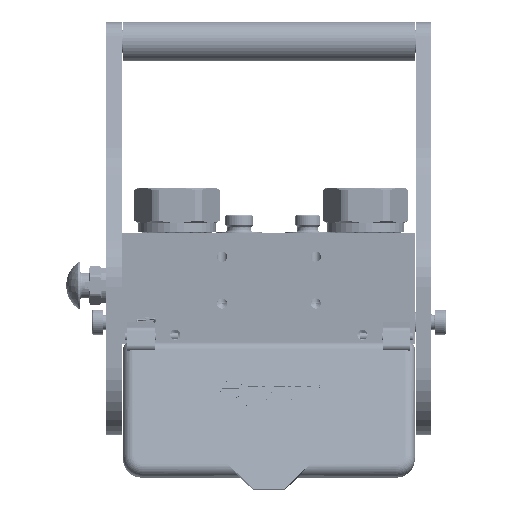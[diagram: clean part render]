
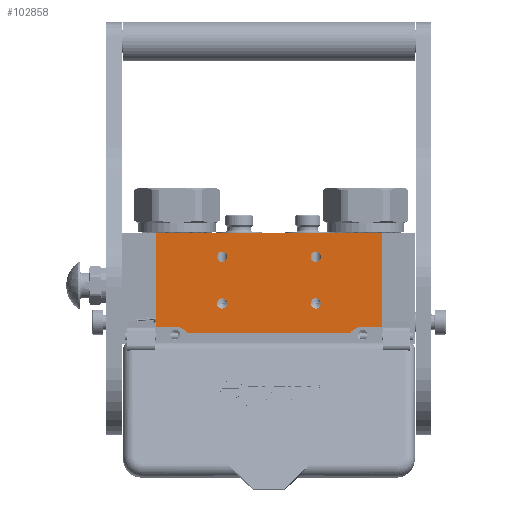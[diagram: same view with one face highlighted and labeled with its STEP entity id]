
A CAD part, left-side view. The second image highlights one B-rep face of the part: STEP entity #102858.
In plain terms, the highlighted face is planar.
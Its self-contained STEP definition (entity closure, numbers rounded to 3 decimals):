
#1227 = CARTESIAN_POINT ( 'NONE',  ( 21.3, 60., -108. ) ) ;
#1462 = DIRECTION ( 'NONE',  ( -1., 0., 0. ) ) ;
#1948 = CIRCLE ( 'NONE', #21828, 3.3 ) ;
#3917 = DIRECTION ( 'NONE',  ( 0., 1., 0. ) ) ;
#5656 = DIRECTION ( 'NONE',  ( 0., -1., 0. ) ) ;
#5935 = CIRCLE ( 'NONE', #91545, 10. ) ;
#6175 = CARTESIAN_POINT ( 'NONE',  ( 124., 15., -108. ) ) ;
#7562 = VERTEX_POINT ( 'NONE', #31717 ) ;
#9255 = CARTESIAN_POINT ( 'NONE',  ( 124., 45., -108. ) ) ;
#9967 = ORIENTED_EDGE ( 'NONE', *, *, #32011, .F. ) ;
#12335 = VERTEX_POINT ( 'NONE', #17280 ) ;
#13731 = AXIS2_PLACEMENT_3D ( 'NONE', #109735, #76187, #3917 ) ;
#14251 = CARTESIAN_POINT ( 'NONE',  ( 64., 45., -108. ) ) ;
#14877 = CIRCLE ( 'NONE', #65576, 3.3 ) ;
#15217 = VERTEX_POINT ( 'NONE', #88035 ) ;
#16444 = AXIS2_PLACEMENT_3D ( 'NONE', #96574, #50095, #134315 ) ;
#17280 = CARTESIAN_POINT ( 'NONE',  ( 124., 18.3, -108. ) ) ;
#19334 = VERTEX_POINT ( 'NONE', #90799 ) ;
#19344 = CARTESIAN_POINT ( 'NONE',  ( 124., 45., -108. ) ) ;
#19948 = ORIENTED_EDGE ( 'NONE', *, *, #111995, .F. ) ;
#20332 = EDGE_CURVE ( 'NONE', #19334, #12335, #14877, .T. ) ;
#21828 = AXIS2_PLACEMENT_3D ( 'NONE', #141798, #119744, #131781 ) ;
#23906 = PLANE ( 'NONE',  #39913 ) ;
#24937 = ORIENTED_EDGE ( 'NONE', *, *, #105461, .F. ) ;
#25319 = FACE_BOUND ( 'NONE', #55085, .T. ) ;
#25891 = CIRCLE ( 'NONE', #13731, 3.3 ) ;
#26512 = DIRECTION ( 'NONE',  ( 0., 0., -1. ) ) ;
#28351 = DIRECTION ( 'NONE',  ( 0., 1., 0. ) ) ;
#29425 = EDGE_CURVE ( 'NONE', #67938, #63268, #65111, .T. ) ;
#31717 = CARTESIAN_POINT ( 'NONE',  ( 34., 60., -108. ) ) ;
#32011 = EDGE_CURVE ( 'NONE', #12335, #19334, #25891, .T. ) ;
#33082 = EDGE_LOOP ( 'NONE', ( #125900, #75519, #140735, #50318, #33692, #45854, #24937, #149433 ) ) ;
#33274 = DIRECTION ( 'NONE',  ( 0., 0., -1. ) ) ;
#33692 = ORIENTED_EDGE ( 'NONE', *, *, #88025, .F. ) ;
#33759 = CARTESIAN_POINT ( 'NONE',  ( 166.7, 0., -108. ) ) ;
#34215 = CARTESIAN_POINT ( 'NONE',  ( 21.3, 0., -108. ) ) ;
#36675 = EDGE_LOOP ( 'NONE', ( #114700, #129501 ) ) ;
#39068 = VERTEX_POINT ( 'NONE', #66913 ) ;
#39913 = AXIS2_PLACEMENT_3D ( 'NONE', #121236, #145354, #132795 ) ;
#44506 = AXIS2_PLACEMENT_3D ( 'NONE', #147934, #26512, #51142 ) ;
#44752 = EDGE_LOOP ( 'NONE', ( #127308, #9967 ) ) ;
#45325 = EDGE_CURVE ( 'NONE', #113479, #95216, #62672, .T. ) ;
#45495 = DIRECTION ( 'NONE',  ( 0., 0., -1. ) ) ;
#45854 = ORIENTED_EDGE ( 'NONE', *, *, #110851, .F. ) ;
#46506 = VERTEX_POINT ( 'NONE', #1227 ) ;
#50095 = DIRECTION ( 'NONE',  ( 0., 0., -1. ) ) ;
#50318 = ORIENTED_EDGE ( 'NONE', *, *, #72981, .T. ) ;
#50788 = CARTESIAN_POINT ( 'NONE',  ( 166.7, 60., -108. ) ) ;
#51068 = LINE ( 'NONE', #33759, #88568 ) ;
#51142 = DIRECTION ( 'NONE',  ( 0.815, -0.58, 0. ) ) ;
#52911 = DIRECTION ( 'NONE',  ( 0., 0., -1. ) ) ;
#55085 = EDGE_LOOP ( 'NONE', ( #138239, #56298 ) ) ;
#56298 = ORIENTED_EDGE ( 'NONE', *, *, #79212, .F. ) ;
#57897 = DIRECTION ( 'NONE',  ( 0., 1., 0. ) ) ;
#58398 = VECTOR ( 'NONE', #73710, 1000. ) ;
#58945 = CARTESIAN_POINT ( 'NONE',  ( 154., 70., -108. ) ) ;
#59597 = VERTEX_POINT ( 'NONE', #99274 ) ;
#60367 = CIRCLE ( 'NONE', #138324, 3.3 ) ;
#62672 = CIRCLE ( 'NONE', #16444, 3.3 ) ;
#63268 = VERTEX_POINT ( 'NONE', #91071 ) ;
#64677 = FACE_BOUND ( 'NONE', #44752, .T. ) ;
#65111 = CIRCLE ( 'NONE', #140756, 3.3 ) ;
#65540 = AXIS2_PLACEMENT_3D ( 'NONE', #14251, #75464, #28351 ) ;
#65576 = AXIS2_PLACEMENT_3D ( 'NONE', #6175, #77405, #5656 ) ;
#65915 = CIRCLE ( 'NONE', #136483, 3.3 ) ;
#66913 = CARTESIAN_POINT ( 'NONE',  ( 154., 60., -108. ) ) ;
#67938 = VERTEX_POINT ( 'NONE', #128354 ) ;
#69392 = CARTESIAN_POINT ( 'NONE',  ( 64., 18.3, -108. ) ) ;
#69624 = VERTEX_POINT ( 'NONE', #102480 ) ;
#70599 = EDGE_LOOP ( 'NONE', ( #119996, #19948 ) ) ;
#72981 = EDGE_CURVE ( 'NONE', #46506, #7562, #152082, .T. ) ;
#73710 = DIRECTION ( 'NONE',  ( 1., 0., 0. ) ) ;
#75464 = DIRECTION ( 'NONE',  ( 0., 0., -1. ) ) ;
#75519 = ORIENTED_EDGE ( 'NONE', *, *, #147632, .T. ) ;
#76187 = DIRECTION ( 'NONE',  ( 0., 0., -1. ) ) ;
#77405 = DIRECTION ( 'NONE',  ( 0., 0., -1. ) ) ;
#78322 = CARTESIAN_POINT ( 'NONE',  ( 42.146, 64.2, -108. ) ) ;
#79212 = EDGE_CURVE ( 'NONE', #95216, #113479, #129476, .T. ) ;
#79854 = VECTOR ( 'NONE', #126299, 1000. ) ;
#81383 = LINE ( 'NONE', #144499, #126262 ) ;
#85289 = FACE_OUTER_BOUND ( 'NONE', #33082, .T. ) ;
#88025 = EDGE_CURVE ( 'NONE', #89827, #7562, #140301, .T. ) ;
#88035 = CARTESIAN_POINT ( 'NONE',  ( 64., 11.7, -108. ) ) ;
#88568 = VECTOR ( 'NONE', #57897, 1000. ) ;
#89827 = VERTEX_POINT ( 'NONE', #78322 ) ;
#90523 = EDGE_CURVE ( 'NONE', #59597, #46506, #118695, .T. ) ;
#90799 = CARTESIAN_POINT ( 'NONE',  ( 124., 11.7, -108. ) ) ;
#91071 = CARTESIAN_POINT ( 'NONE',  ( 124., 41.7, -108. ) ) ;
#91545 = AXIS2_PLACEMENT_3D ( 'NONE', #58945, #33274, #93977 ) ;
#91721 = EDGE_CURVE ( 'NONE', #15217, #133554, #1948, .T. ) ;
#93977 = DIRECTION ( 'NONE',  ( 0., -1., 0. ) ) ;
#94883 = DIRECTION ( 'NONE',  ( 0., 1., 0. ) ) ;
#95216 = VERTEX_POINT ( 'NONE', #115574 ) ;
#95497 = CARTESIAN_POINT ( 'NONE',  ( 64., 41.7, -108. ) ) ;
#96574 = CARTESIAN_POINT ( 'NONE',  ( 64., 45., -108. ) ) ;
#96773 = DIRECTION ( 'NONE',  ( -1., 0., 0. ) ) ;
#97762 = CARTESIAN_POINT ( 'NONE',  ( 21.3, 60., -108. ) ) ;
#99274 = CARTESIAN_POINT ( 'NONE',  ( 21.3, 0., -108. ) ) ;
#101067 = VECTOR ( 'NONE', #96773, 1000. ) ;
#102265 = DIRECTION ( 'NONE',  ( 0., 1., 0. ) ) ;
#102478 = CARTESIAN_POINT ( 'NONE',  ( 166.7, 0., -108. ) ) ;
#102480 = CARTESIAN_POINT ( 'NONE',  ( 145.854, 64.2, -108. ) ) ;
#102858 = ADVANCED_FACE ( 'NONE', ( #115266, #64677, #25319, #104007, #85289 ), #23906, .T. ) ;
#104007 = FACE_BOUND ( 'NONE', #70599, .T. ) ;
#104198 = VERTEX_POINT ( 'NONE', #152743 ) ;
#105461 = EDGE_CURVE ( 'NONE', #39068, #69624, #5935, .T. ) ;
#109735 = CARTESIAN_POINT ( 'NONE',  ( 124., 15., -108. ) ) ;
#110851 = EDGE_CURVE ( 'NONE', #69624, #89827, #81383, .T. ) ;
#111995 = EDGE_CURVE ( 'NONE', #133554, #15217, #60367, .T. ) ;
#112759 = EDGE_CURVE ( 'NONE', #63268, #67938, #65915, .T. ) ;
#113057 = DIRECTION ( 'NONE',  ( 0., -1., 0. ) ) ;
#113479 = VERTEX_POINT ( 'NONE', #95497 ) ;
#114700 = ORIENTED_EDGE ( 'NONE', *, *, #112759, .F. ) ;
#115266 = FACE_BOUND ( 'NONE', #36675, .T. ) ;
#115574 = CARTESIAN_POINT ( 'NONE',  ( 64., 48.3, -108. ) ) ;
#118695 = LINE ( 'NONE', #34215, #139293 ) ;
#119744 = DIRECTION ( 'NONE',  ( 0., 0., -1. ) ) ;
#119996 = ORIENTED_EDGE ( 'NONE', *, *, #91721, .F. ) ;
#121236 = CARTESIAN_POINT ( 'NONE',  ( 166.7, 0., -108. ) ) ;
#123652 = EDGE_CURVE ( 'NONE', #144187, #104198, #51068, .T. ) ;
#125900 = ORIENTED_EDGE ( 'NONE', *, *, #123652, .F. ) ;
#126262 = VECTOR ( 'NONE', #1462, 1000. ) ;
#126299 = DIRECTION ( 'NONE',  ( -1., 0., 0. ) ) ;
#126371 = DIRECTION ( 'NONE',  ( 0., 0., -1. ) ) ;
#127308 = ORIENTED_EDGE ( 'NONE', *, *, #20332, .F. ) ;
#128354 = CARTESIAN_POINT ( 'NONE',  ( 124., 48.3, -108. ) ) ;
#129213 = DIRECTION ( 'NONE',  ( 0., 1., 0. ) ) ;
#129476 = CIRCLE ( 'NONE', #65540, 3.3 ) ;
#129501 = ORIENTED_EDGE ( 'NONE', *, *, #29425, .F. ) ;
#130452 = LINE ( 'NONE', #138851, #79854 ) ;
#131781 = DIRECTION ( 'NONE',  ( 0., -1., 0. ) ) ;
#132795 = DIRECTION ( 'NONE',  ( -1., 0., 0. ) ) ;
#132962 = LINE ( 'NONE', #50788, #101067 ) ;
#133554 = VERTEX_POINT ( 'NONE', #69392 ) ;
#134315 = DIRECTION ( 'NONE',  ( 0., -1., 0. ) ) ;
#136483 = AXIS2_PLACEMENT_3D ( 'NONE', #19344, #52911, #113057 ) ;
#138239 = ORIENTED_EDGE ( 'NONE', *, *, #45325, .F. ) ;
#138324 = AXIS2_PLACEMENT_3D ( 'NONE', #148882, #126371, #102265 ) ;
#138851 = CARTESIAN_POINT ( 'NONE',  ( 166.7, 0., -108. ) ) ;
#139293 = VECTOR ( 'NONE', #94883, 1000. ) ;
#140301 = CIRCLE ( 'NONE', #44506, 10. ) ;
#140735 = ORIENTED_EDGE ( 'NONE', *, *, #90523, .T. ) ;
#140756 = AXIS2_PLACEMENT_3D ( 'NONE', #9255, #45495, #129213 ) ;
#141798 = CARTESIAN_POINT ( 'NONE',  ( 64., 15., -108. ) ) ;
#144187 = VERTEX_POINT ( 'NONE', #102478 ) ;
#144499 = CARTESIAN_POINT ( 'NONE',  ( 145.854, 64.2, -108. ) ) ;
#145354 = DIRECTION ( 'NONE',  ( 0., 0., -1. ) ) ;
#147632 = EDGE_CURVE ( 'NONE', #144187, #59597, #130452, .T. ) ;
#147934 = CARTESIAN_POINT ( 'NONE',  ( 34., 70., -108. ) ) ;
#148882 = CARTESIAN_POINT ( 'NONE',  ( 64., 15., -108. ) ) ;
#149433 = ORIENTED_EDGE ( 'NONE', *, *, #152027, .F. ) ;
#152027 = EDGE_CURVE ( 'NONE', #104198, #39068, #132962, .T. ) ;
#152082 = LINE ( 'NONE', #97762, #58398 ) ;
#152743 = CARTESIAN_POINT ( 'NONE',  ( 166.7, 60., -108. ) ) ;
